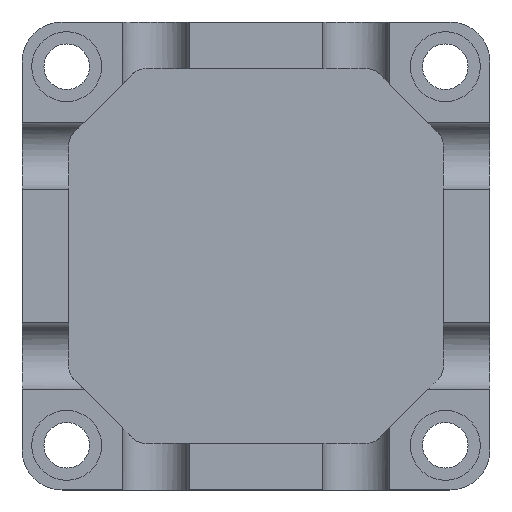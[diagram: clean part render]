
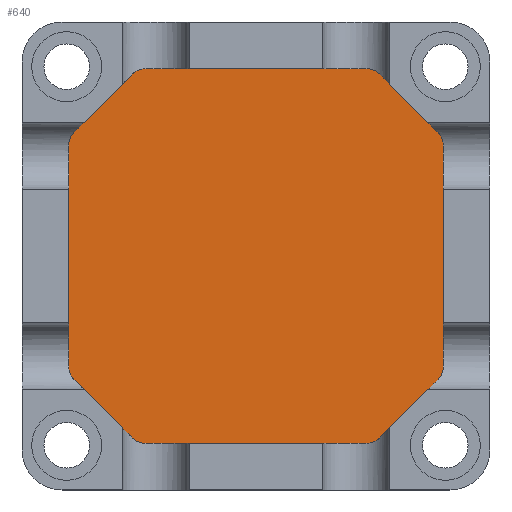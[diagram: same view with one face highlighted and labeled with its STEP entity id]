
A CAD part, front view. The second image highlights one B-rep face of the part: STEP entity #640.
In plain terms, the highlighted planar face has unit normal (0, -1, 0).
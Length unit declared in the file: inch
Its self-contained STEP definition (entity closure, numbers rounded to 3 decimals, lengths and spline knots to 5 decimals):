
#37 = VECTOR ( 'NONE', #2966, 39.37008 ) ;
#38 = CARTESIAN_POINT ( 'NONE',  ( -1.02121, -0.2475, -0.69352 ) ) ;
#47 = AXIS2_PLACEMENT_3D ( 'NONE', #3130, #2663, #2427 ) ;
#51 = CIRCLE ( 'NONE', #1853, 0.1 ) ;
#61 = CARTESIAN_POINT ( 'NONE',  ( -0.62281, -0.2475, 1.0505 ) ) ;
#79 = CARTESIAN_POINT ( 'NONE',  ( 1.0505, -0.2475, 0.85737 ) ) ;
#82 = DIRECTION ( 'NONE',  ( 0., 0., 1. ) ) ;
#90 = CIRCLE ( 'NONE', #1898, 0.1 ) ;
#108 = LINE ( 'NONE', #1405, #2416 ) ;
#179 = VERTEX_POINT ( 'NONE', #1076 ) ;
#187 = CARTESIAN_POINT ( 'NONE',  ( -0.62281, -0.2475, 0.9505 ) ) ;
#189 = EDGE_CURVE ( 'NONE', #2387, #179, #108, .T. ) ;
#253 = CIRCLE ( 'NONE', #461, 0.1 ) ;
#254 = CARTESIAN_POINT ( 'NONE',  ( -1.02121, -0.2475, -0.69352 ) ) ;
#261 = ORIENTED_EDGE ( 'NONE', *, *, #189, .T. ) ;
#276 = ORIENTED_EDGE ( 'NONE', *, *, #2622, .T. ) ;
#372 = DIRECTION ( 'NONE',  ( 0., -1., 0. ) ) ;
#435 = VERTEX_POINT ( 'NONE', #61 ) ;
#438 = LINE ( 'NONE', #1928, #1703 ) ;
#454 = CIRCLE ( 'NONE', #1795, 0.1 ) ;
#458 = CARTESIAN_POINT ( 'NONE',  ( -0.69352, -0.2475, -1.02121 ) ) ;
#459 = VERTEX_POINT ( 'NONE', #254 ) ;
#461 = AXIS2_PLACEMENT_3D ( 'NONE', #1904, #1388, #1885 ) ;
#471 = CARTESIAN_POINT ( 'NONE',  ( 1.02121, -0.2475, -0.69352 ) ) ;
#479 = EDGE_CURVE ( 'NONE', #3032, #996, #768, .T. ) ;
#556 = DIRECTION ( 'NONE',  ( -0.707, 0., 0.707 ) ) ;
#557 = VECTOR ( 'NONE', #2050, 39.37008 ) ;
#571 = ORIENTED_EDGE ( 'NONE', *, *, #848, .T. ) ;
#614 = VECTOR ( 'NONE', #2328, 39.37008 ) ;
#615 = DIRECTION ( 'NONE',  ( 0., -1., 0. ) ) ;
#619 = ORIENTED_EDGE ( 'NONE', *, *, #821, .T. ) ;
#640 = ADVANCED_FACE ( 'NONE', ( #1865 ), #1364, .T. ) ;
#646 = CARTESIAN_POINT ( 'NONE',  ( -0.85737, -0.2475, 1.0505 ) ) ;
#687 = ORIENTED_EDGE ( 'NONE', *, *, #1356, .T. ) ;
#727 = ORIENTED_EDGE ( 'NONE', *, *, #2616, .T. ) ;
#768 = CIRCLE ( 'NONE', #2929, 0.1 ) ;
#778 = DIRECTION ( 'NONE',  ( 0., -1., 0. ) ) ;
#779 = ORIENTED_EDGE ( 'NONE', *, *, #1258, .T. ) ;
#794 = DIRECTION ( 'NONE',  ( 0., -1., 0. ) ) ;
#821 = EDGE_CURVE ( 'NONE', #459, #3051, #1755, .T. ) ;
#824 = LINE ( 'NONE', #2546, #614 ) ;
#830 = ORIENTED_EDGE ( 'NONE', *, *, #2288, .T. ) ;
#848 = EDGE_CURVE ( 'NONE', #2915, #3032, #1769, .T. ) ;
#866 = AXIS2_PLACEMENT_3D ( 'NONE', #2585, #372, #1856 ) ;
#920 = CIRCLE ( 'NONE', #47, 0.1 ) ;
#948 = ORIENTED_EDGE ( 'NONE', *, *, #1264, .T. ) ;
#980 = CARTESIAN_POINT ( 'NONE',  ( -0.69352, -0.2475, 1.02121 ) ) ;
#996 = VERTEX_POINT ( 'NONE', #2337 ) ;
#1053 = CARTESIAN_POINT ( 'NONE',  ( 1.02121, -0.2475, 0.69352 ) ) ;
#1076 = CARTESIAN_POINT ( 'NONE',  ( -1.02121, -0.2475, 0.69352 ) ) ;
#1128 = ORIENTED_EDGE ( 'NONE', *, *, #3046, .T. ) ;
#1185 = LINE ( 'NONE', #646, #2269 ) ;
#1212 = ORIENTED_EDGE ( 'NONE', *, *, #2141, .T. ) ;
#1231 = EDGE_LOOP ( 'NONE', ( #3113, #830, #727, #261, #687, #779, #1212, #619, #1682, #1714, #276, #1128, #2013, #948, #1327, #571 ) ) ;
#1258 = EDGE_CURVE ( 'NONE', #1814, #2797, #3012, .T. ) ;
#1264 = EDGE_CURVE ( 'NONE', #1964, #2489, #3043, .T. ) ;
#1277 = CARTESIAN_POINT ( 'NONE',  ( -0.9505, -0.2475, 0.62281 ) ) ;
#1286 = EDGE_CURVE ( 'NONE', #3051, #2490, #454, .T. ) ;
#1326 = AXIS2_PLACEMENT_3D ( 'NONE', #1563, #2802, #2351 ) ;
#1327 = ORIENTED_EDGE ( 'NONE', *, *, #1420, .T. ) ;
#1356 = EDGE_CURVE ( 'NONE', #179, #1814, #90, .T. ) ;
#1364 = PLANE ( 'NONE',  #1326 ) ;
#1388 = DIRECTION ( 'NONE',  ( 0., -1., 0. ) ) ;
#1405 = CARTESIAN_POINT ( 'NONE',  ( -0.69352, -0.2475, 1.02121 ) ) ;
#1420 = EDGE_CURVE ( 'NONE', #2489, #2915, #2256, .T. ) ;
#1427 = CARTESIAN_POINT ( 'NONE',  ( 0.69352, -0.2475, -1.02121 ) ) ;
#1464 = CARTESIAN_POINT ( 'NONE',  ( -1.0505, -0.2475, -0.62281 ) ) ;
#1478 = CARTESIAN_POINT ( 'NONE',  ( 0.62281, -0.2475, -1.0505 ) ) ;
#1514 = DIRECTION ( 'NONE',  ( 0., 0., 1. ) ) ;
#1521 = CARTESIAN_POINT ( 'NONE',  ( -0.62281, -0.2475, -0.9505 ) ) ;
#1554 = CARTESIAN_POINT ( 'NONE',  ( 1.0505, -0.2475, 0.62281 ) ) ;
#1558 = CARTESIAN_POINT ( 'NONE',  ( -0.9505, -0.2475, -0.62281 ) ) ;
#1563 = CARTESIAN_POINT ( 'NONE',  ( -0.85737, -0.2475, 0.85737 ) ) ;
#1579 = CARTESIAN_POINT ( 'NONE',  ( -0.62281, -0.2475, -1.0505 ) ) ;
#1580 = DIRECTION ( 'NONE',  ( 0., 0., 1. ) ) ;
#1640 = VECTOR ( 'NONE', #1580, 39.37008 ) ;
#1663 = DIRECTION ( 'NONE',  ( 0., -1., 0. ) ) ;
#1682 = ORIENTED_EDGE ( 'NONE', *, *, #1286, .T. ) ;
#1703 = VECTOR ( 'NONE', #2917, 39.37008 ) ;
#1714 = ORIENTED_EDGE ( 'NONE', *, *, #2541, .T. ) ;
#1755 = LINE ( 'NONE', #38, #37 ) ;
#1763 = DIRECTION ( 'NONE',  ( 0., 0., 1. ) ) ;
#1769 = LINE ( 'NONE', #1053, #3091 ) ;
#1795 = AXIS2_PLACEMENT_3D ( 'NONE', #1521, #794, #1806 ) ;
#1806 = DIRECTION ( 'NONE',  ( 0., 0., 1. ) ) ;
#1814 = VERTEX_POINT ( 'NONE', #2386 ) ;
#1853 = AXIS2_PLACEMENT_3D ( 'NONE', #187, #1663, #1919 ) ;
#1856 = DIRECTION ( 'NONE',  ( 0., 0., 1. ) ) ;
#1865 = FACE_OUTER_BOUND ( 'NONE', #1231, .T. ) ;
#1885 = DIRECTION ( 'NONE',  ( 0., 0., 1. ) ) ;
#1898 = AXIS2_PLACEMENT_3D ( 'NONE', #1277, #778, #1763 ) ;
#1904 = CARTESIAN_POINT ( 'NONE',  ( 0.62281, -0.2475, -0.9505 ) ) ;
#1919 = DIRECTION ( 'NONE',  ( 0., 0., 1. ) ) ;
#1928 = CARTESIAN_POINT ( 'NONE',  ( 0.69352, -0.2475, -1.02121 ) ) ;
#1964 = VERTEX_POINT ( 'NONE', #2948 ) ;
#2013 = ORIENTED_EDGE ( 'NONE', *, *, #2227, .T. ) ;
#2050 = DIRECTION ( 'NONE',  ( 0., 0., -1. ) ) ;
#2141 = EDGE_CURVE ( 'NONE', #2797, #459, #2833, .T. ) ;
#2227 = EDGE_CURVE ( 'NONE', #2999, #1964, #920, .T. ) ;
#2253 = DIRECTION ( 'NONE',  ( 0., -1., 0. ) ) ;
#2256 = CIRCLE ( 'NONE', #866, 0.1 ) ;
#2269 = VECTOR ( 'NONE', #2615, 39.37008 ) ;
#2288 = EDGE_CURVE ( 'NONE', #996, #435, #1185, .T. ) ;
#2328 = DIRECTION ( 'NONE',  ( 1., 0., 0. ) ) ;
#2337 = CARTESIAN_POINT ( 'NONE',  ( 0.62281, -0.2475, 1.0505 ) ) ;
#2350 = CARTESIAN_POINT ( 'NONE',  ( 1.02121, -0.2475, 0.69352 ) ) ;
#2351 = DIRECTION ( 'NONE',  ( 0., 0., -1. ) ) ;
#2386 = CARTESIAN_POINT ( 'NONE',  ( -1.0505, -0.2475, 0.62281 ) ) ;
#2387 = VERTEX_POINT ( 'NONE', #980 ) ;
#2388 = DIRECTION ( 'NONE',  ( -0.707, 0., -0.707 ) ) ;
#2416 = VECTOR ( 'NONE', #2388, 39.37008 ) ;
#2427 = DIRECTION ( 'NONE',  ( 0., 0., 1. ) ) ;
#2489 = VERTEX_POINT ( 'NONE', #1554 ) ;
#2490 = VERTEX_POINT ( 'NONE', #1579 ) ;
#2541 = EDGE_CURVE ( 'NONE', #2490, #2776, #824, .T. ) ;
#2546 = CARTESIAN_POINT ( 'NONE',  ( -0.85737, -0.2475, -1.0505 ) ) ;
#2585 = CARTESIAN_POINT ( 'NONE',  ( 0.9505, -0.2475, 0.62281 ) ) ;
#2615 = DIRECTION ( 'NONE',  ( -1., 0., 0. ) ) ;
#2616 = EDGE_CURVE ( 'NONE', #435, #2387, #51, .T. ) ;
#2622 = EDGE_CURVE ( 'NONE', #2776, #2976, #253, .T. ) ;
#2663 = DIRECTION ( 'NONE',  ( 0., -1., 0. ) ) ;
#2763 = CARTESIAN_POINT ( 'NONE',  ( -1.0505, -0.2475, 0.85737 ) ) ;
#2776 = VERTEX_POINT ( 'NONE', #1478 ) ;
#2797 = VERTEX_POINT ( 'NONE', #1464 ) ;
#2802 = DIRECTION ( 'NONE',  ( 0., -1., 0. ) ) ;
#2833 = CIRCLE ( 'NONE', #2993, 0.1 ) ;
#2915 = VERTEX_POINT ( 'NONE', #2350 ) ;
#2917 = DIRECTION ( 'NONE',  ( 0.707, 0., 0.707 ) ) ;
#2929 = AXIS2_PLACEMENT_3D ( 'NONE', #2988, #2253, #1514 ) ;
#2948 = CARTESIAN_POINT ( 'NONE',  ( 1.0505, -0.2475, -0.62281 ) ) ;
#2966 = DIRECTION ( 'NONE',  ( 0.707, 0., -0.707 ) ) ;
#2976 = VERTEX_POINT ( 'NONE', #1427 ) ;
#2988 = CARTESIAN_POINT ( 'NONE',  ( 0.62281, -0.2475, 0.9505 ) ) ;
#2993 = AXIS2_PLACEMENT_3D ( 'NONE', #1558, #615, #82 ) ;
#2999 = VERTEX_POINT ( 'NONE', #471 ) ;
#3012 = LINE ( 'NONE', #2763, #557 ) ;
#3032 = VERTEX_POINT ( 'NONE', #3182 ) ;
#3043 = LINE ( 'NONE', #79, #1640 ) ;
#3046 = EDGE_CURVE ( 'NONE', #2976, #2999, #438, .T. ) ;
#3051 = VERTEX_POINT ( 'NONE', #458 ) ;
#3091 = VECTOR ( 'NONE', #556, 39.37008 ) ;
#3113 = ORIENTED_EDGE ( 'NONE', *, *, #479, .T. ) ;
#3130 = CARTESIAN_POINT ( 'NONE',  ( 0.9505, -0.2475, -0.62281 ) ) ;
#3182 = CARTESIAN_POINT ( 'NONE',  ( 0.69352, -0.2475, 1.02121 ) ) ;
